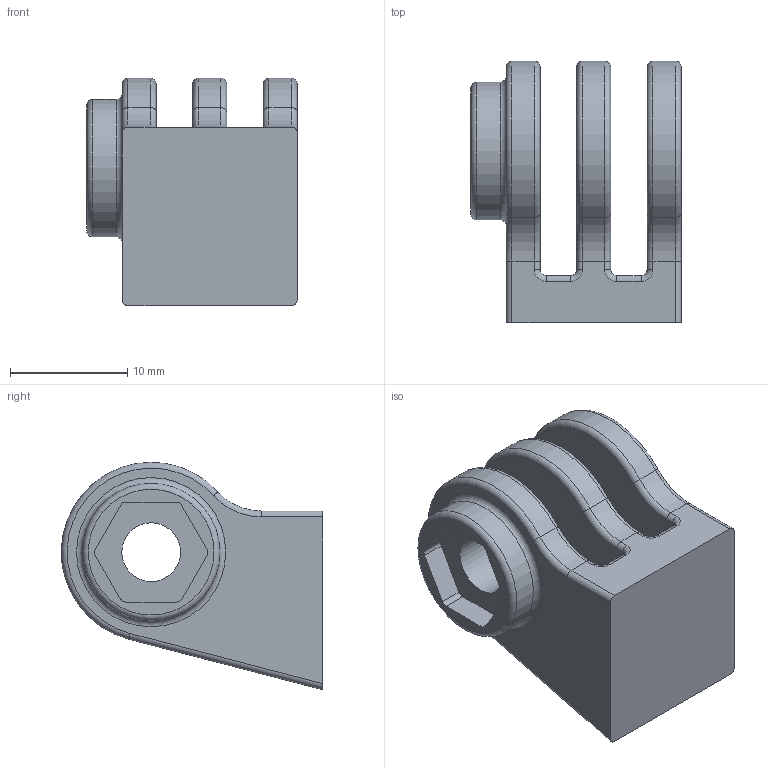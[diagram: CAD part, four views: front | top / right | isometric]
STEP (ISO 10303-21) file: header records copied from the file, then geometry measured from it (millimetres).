
FILE_DESCRIPTION(/* description */ ('Simple gopro mount'),/* implementation_level */ '2;1');
FILE_NAME(/* name */ 'GoPro Mount Simple.stp',/* time_stamp */ '2019-02-05T10:29:01+01:00',/* author */ (''),/* organization */ ('JMCResearch.com'),/* preprocessor_version */ 'ST-DEVELOPER v17',/* originating_system */ 'Autodesk Inventor 2019',/* authorisation */ '');
FILE_SCHEMA (('AUTOMOTIVE_DESIGN { 1 0 10303 214 3 1 1 }'));
Length unit declared in the file: millimetre
Products named in the file (1): GoPro Mount
Bounding box: 17.9 x 22.24 x 19.36 mm (x, y, z)
Volume: 3032.6 mm3; surface area: 2562.1 mm2
Topology: 1 solids, 1 shells, 77 faces, 193 edges, 120 vertices
Faces by surface type: cylinder 36, plane 19, torus 18, bspline 4
Full cylindrical faces by diameter (mm): 5 x3, 11.7 x1
Entity records: 2794 total; most frequent: CARTESIAN_POINT 843, DIRECTION 437, ORIENTED_EDGE 386, EDGE_CURVE 193, AXIS2_PLACEMENT_3D 178, VERTEX_POINT 120, CIRCLE 102, EDGE_LOOP 85
